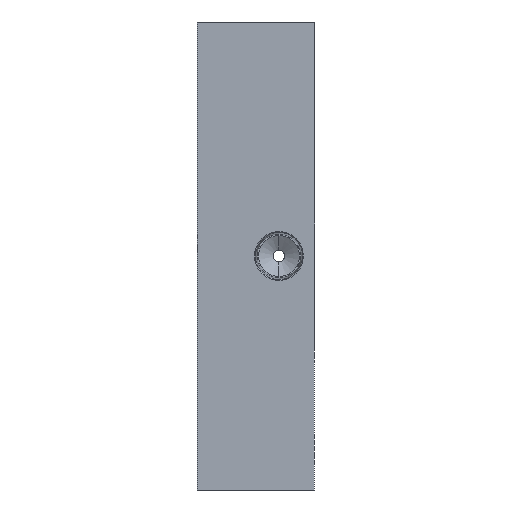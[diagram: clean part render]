
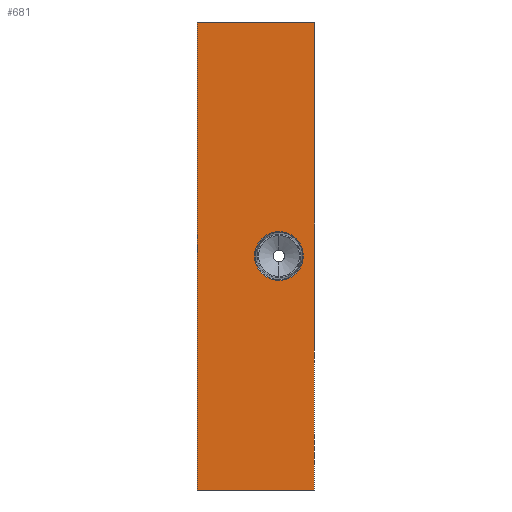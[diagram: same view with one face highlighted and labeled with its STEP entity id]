
A CAD part, front view. The second image highlights one B-rep face of the part: STEP entity #681.
In plain terms, the highlighted planar face has unit normal (0, -1, 0).
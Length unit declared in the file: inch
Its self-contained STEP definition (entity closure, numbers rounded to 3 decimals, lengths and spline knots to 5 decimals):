
#84 = LINE ( 'NONE', #1249, #2227 ) ;
#194 = ORIENTED_EDGE ( 'NONE', *, *, #2060, .F. ) ;
#218 = AXIS2_PLACEMENT_3D ( 'NONE', #1170, #956, #474 ) ;
#222 = EDGE_CURVE ( 'NONE', #2534, #2643, #626, .T. ) ;
#276 = ORIENTED_EDGE ( 'NONE', *, *, #1897, .F. ) ;
#303 = EDGE_LOOP ( 'NONE', ( #1394, #508, #420, #194 ) ) ;
#335 = LINE ( 'NONE', #1226, #803 ) ;
#352 = VECTOR ( 'NONE', #660, 39.37008 ) ;
#354 = DIRECTION ( 'NONE',  ( -1., 0., 0. ) ) ;
#387 = CARTESIAN_POINT ( 'NONE',  ( 0., -2.5, 0. ) ) ;
#420 = ORIENTED_EDGE ( 'NONE', *, *, #1316, .F. ) ;
#460 = DIRECTION ( 'NONE',  ( -1., 0., 0. ) ) ;
#474 = DIRECTION ( 'NONE',  ( 0., 0., -1. ) ) ;
#508 = ORIENTED_EDGE ( 'NONE', *, *, #2736, .T. ) ;
#521 = DIRECTION ( 'NONE',  ( 0., 0., -1. ) ) ;
#626 = CIRCLE ( 'NONE', #1490, 0.26 ) ;
#660 = DIRECTION ( 'NONE',  ( 0., 0., -1. ) ) ;
#681 = ADVANCED_FACE ( 'NONE', ( #2928, #2955 ), #2702, .T. ) ;
#766 = DIRECTION ( 'NONE',  ( 0., 0., 1. ) ) ;
#803 = VECTOR ( 'NONE', #766, 39.37008 ) ;
#956 = DIRECTION ( 'NONE',  ( 0., -1., 0. ) ) ;
#972 = CARTESIAN_POINT ( 'NONE',  ( -1.25, -2.5, -2.5 ) ) ;
#1170 = CARTESIAN_POINT ( 'NONE',  ( 3.53553, -2.5, 0. ) ) ;
#1214 = VERTEX_POINT ( 'NONE', #1825 ) ;
#1226 = CARTESIAN_POINT ( 'NONE',  ( -1.25, -2.5, 0. ) ) ;
#1249 = CARTESIAN_POINT ( 'NONE',  ( 3.53553, -2.5, -2.5 ) ) ;
#1316 = EDGE_CURVE ( 'NONE', #1886, #2363, #335, .T. ) ;
#1372 = EDGE_LOOP ( 'NONE', ( #276, #1601 ) ) ;
#1394 = ORIENTED_EDGE ( 'NONE', *, *, #2265, .F. ) ;
#1432 = CARTESIAN_POINT ( 'NONE',  ( -0.38, -2.5, 0. ) ) ;
#1490 = AXIS2_PLACEMENT_3D ( 'NONE', #1432, #2422, #1881 ) ;
#1601 = ORIENTED_EDGE ( 'NONE', *, *, #222, .F. ) ;
#1678 = CARTESIAN_POINT ( 'NONE',  ( -0.38, -2.5, 0. ) ) ;
#1731 = CARTESIAN_POINT ( 'NONE',  ( -0.38, -2.5, 0.26 ) ) ;
#1825 = CARTESIAN_POINT ( 'NONE',  ( 0., -2.5, -2.5 ) ) ;
#1881 = DIRECTION ( 'NONE',  ( 0., 0., -1. ) ) ;
#1886 = VERTEX_POINT ( 'NONE', #972 ) ;
#1897 = EDGE_CURVE ( 'NONE', #2643, #2534, #2844, .T. ) ;
#1949 = VERTEX_POINT ( 'NONE', #2362 ) ;
#2060 = EDGE_CURVE ( 'NONE', #1214, #1886, #84, .T. ) ;
#2108 = VECTOR ( 'NONE', #460, 39.37008 ) ;
#2112 = CARTESIAN_POINT ( 'NONE',  ( 3.53553, -2.5, 2.5 ) ) ;
#2185 = CARTESIAN_POINT ( 'NONE',  ( -0.38, -2.5, -0.26 ) ) ;
#2227 = VECTOR ( 'NONE', #354, 39.37008 ) ;
#2236 = LINE ( 'NONE', #387, #352 ) ;
#2265 = EDGE_CURVE ( 'NONE', #1949, #1214, #2236, .T. ) ;
#2315 = DIRECTION ( 'NONE',  ( 0., -1., 0. ) ) ;
#2325 = AXIS2_PLACEMENT_3D ( 'NONE', #1678, #2315, #521 ) ;
#2360 = CARTESIAN_POINT ( 'NONE',  ( -1.25, -2.5, 2.5 ) ) ;
#2362 = CARTESIAN_POINT ( 'NONE',  ( 0., -2.5, 2.5 ) ) ;
#2363 = VERTEX_POINT ( 'NONE', #2360 ) ;
#2422 = DIRECTION ( 'NONE',  ( 0., -1., 0. ) ) ;
#2534 = VERTEX_POINT ( 'NONE', #1731 ) ;
#2643 = VERTEX_POINT ( 'NONE', #2185 ) ;
#2702 = PLANE ( 'NONE',  #218 ) ;
#2736 = EDGE_CURVE ( 'NONE', #1949, #2363, #2804, .T. ) ;
#2804 = LINE ( 'NONE', #2112, #2108 ) ;
#2844 = CIRCLE ( 'NONE', #2325, 0.26 ) ;
#2928 = FACE_BOUND ( 'NONE', #1372, .T. ) ;
#2955 = FACE_OUTER_BOUND ( 'NONE', #303, .T. ) ;
